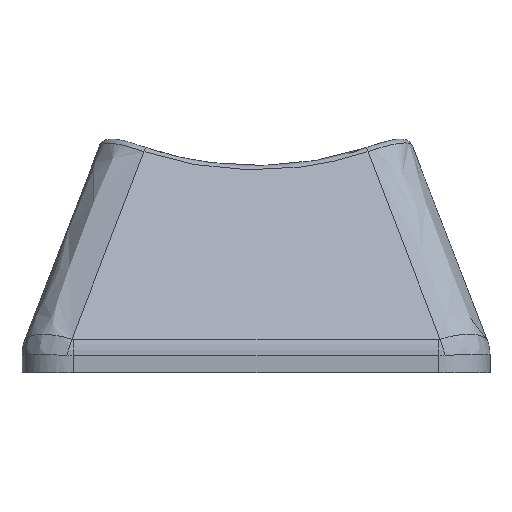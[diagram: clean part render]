
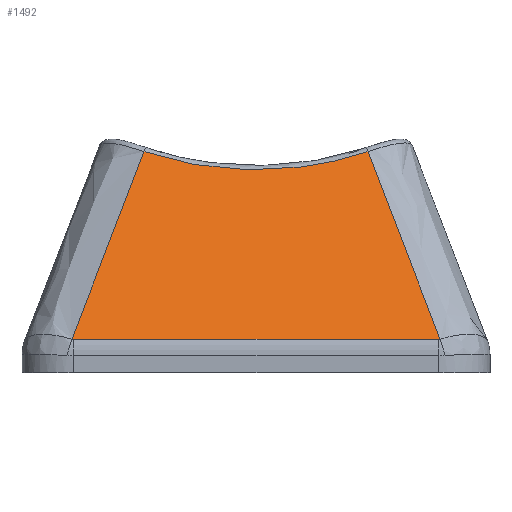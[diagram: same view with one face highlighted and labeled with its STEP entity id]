
A CAD part, front view. The second image highlights one B-rep face of the part: STEP entity #1492.
In plain terms, the highlighted planar face has unit normal (0, -0.906, 0.424).
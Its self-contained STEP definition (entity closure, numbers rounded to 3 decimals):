
#14=PLANE('',#1587);
#41=LINE('',#2758,#97);
#97=VECTOR('',#1661,10.);
#164=ELLIPSE('',#1569,1.179,0.5);
#166=ELLIPSE('',#1574,1.179,0.5);
#238=FACE_OUTER_BOUND('',#327,.T.);
#327=EDGE_LOOP('',(#1107,#1108,#1109,#1110,#1111,#1112));
#471=B_SPLINE_CURVE_WITH_KNOTS('',3,(#3203,#3204,#3205,#3206),
 .UNSPECIFIED.,.F.,.F.,(4,4),(-0.929,-0.078),
 .UNSPECIFIED.);
#473=B_SPLINE_CURVE_WITH_KNOTS('',3,(#3214,#3215,#3216,#3217),
 .UNSPECIFIED.,.F.,.F.,(4,4),(0.078,0.929),
 .UNSPECIFIED.);
#474=B_SPLINE_CURVE_WITH_KNOTS('',3,(#3218,#3219,#3220,#3221),
 .UNSPECIFIED.,.F.,.F.,(4,4),(-0.888,0.),.UNSPECIFIED.);
#585=VERTEX_POINT('',#2714);
#589=VERTEX_POINT('',#2748);
#591=VERTEX_POINT('',#2754);
#593=VERTEX_POINT('',#2775);
#619=VERTEX_POINT('',#3202);
#620=VERTEX_POINT('',#3213);
#758=EDGE_CURVE('',#585,#589,#164,.T.);
#761=EDGE_CURVE('',#589,#591,#41,.T.);
#764=EDGE_CURVE('',#591,#593,#166,.T.);
#803=EDGE_CURVE('',#593,#619,#471,.T.);
#805=EDGE_CURVE('',#620,#585,#473,.T.);
#806=EDGE_CURVE('',#619,#620,#474,.T.);
#1107=ORIENTED_EDGE('',*,*,#764,.F.);
#1108=ORIENTED_EDGE('',*,*,#761,.F.);
#1109=ORIENTED_EDGE('',*,*,#758,.F.);
#1110=ORIENTED_EDGE('',*,*,#805,.F.);
#1111=ORIENTED_EDGE('',*,*,#806,.F.);
#1112=ORIENTED_EDGE('',*,*,#803,.F.);
#1492=ADVANCED_FACE('',(#238),#14,.T.);
#1569=AXIS2_PLACEMENT_3D('',#2752,#1654,#1655);
#1574=AXIS2_PLACEMENT_3D('',#2779,#1666,#1667);
#1587=AXIS2_PLACEMENT_3D('',#3212,#1694,#1695);
#1654=DIRECTION('center_axis',(0.,0.906,-0.424));
#1655=DIRECTION('ref_axis',(0.,-0.424,-0.906));
#1661=DIRECTION('',(-1.,0.,0.));
#1666=DIRECTION('center_axis',(0.,0.906,-0.424));
#1667=DIRECTION('ref_axis',(0.,-0.424,-0.906));
#1694=DIRECTION('center_axis',(0.,-0.906,
0.424));
#1695=DIRECTION('ref_axis',(0.,-0.424,-0.906));
#2714=CARTESIAN_POINT('',(7.145,-8.935,0.311));
#2748=CARTESIAN_POINT('',(7.081,-8.939,0.302));
#2752=CARTESIAN_POINT('Origin',(7.081,-8.439,1.37));
#2754=CARTESIAN_POINT('',(-7.08,-8.939,0.302));
#2758=CARTESIAN_POINT('',(7.525,-8.939,0.302));
#2775=CARTESIAN_POINT('',(-7.145,-8.935,0.311));
#2779=CARTESIAN_POINT('Origin',(-7.08,-8.439,1.37));
#3202=CARTESIAN_POINT('',(-4.347,-5.527,7.588));
#3203=CARTESIAN_POINT('Ctrl Pts',(-7.145,-8.935,0.311));
#3204=CARTESIAN_POINT('Ctrl Pts',(-6.22,-7.798,2.739));
#3205=CARTESIAN_POINT('Ctrl Pts',(-5.289,-6.662,5.165));
#3206=CARTESIAN_POINT('Ctrl Pts',(-4.347,-5.527,7.588));
#3212=CARTESIAN_POINT('Origin',(5.969,-5.088,8.527));
#3213=CARTESIAN_POINT('',(4.347,-5.527,7.588));
#3214=CARTESIAN_POINT('Ctrl Pts',(4.347,-5.527,7.588));
#3215=CARTESIAN_POINT('Ctrl Pts',(5.289,-6.662,5.165));
#3216=CARTESIAN_POINT('Ctrl Pts',(6.22,-7.798,2.739));
#3217=CARTESIAN_POINT('Ctrl Pts',(7.145,-8.935,0.311));
#3218=CARTESIAN_POINT('Ctrl Pts',(-4.347,-5.527,7.588));
#3219=CARTESIAN_POINT('Ctrl Pts',(-1.575,-5.969,6.645));
#3220=CARTESIAN_POINT('Ctrl Pts',(1.575,-5.969,6.645));
#3221=CARTESIAN_POINT('Ctrl Pts',(4.347,-5.527,7.588));
